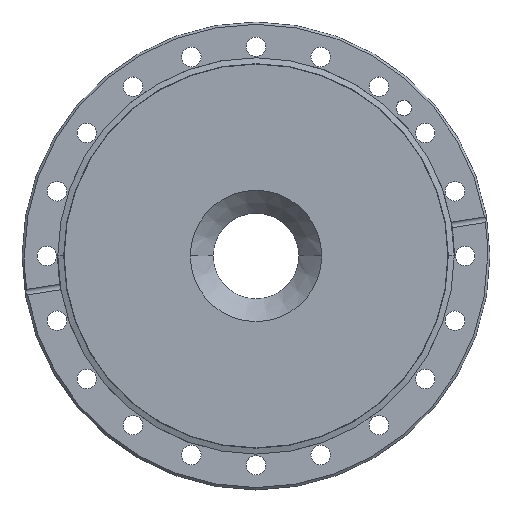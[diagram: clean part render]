
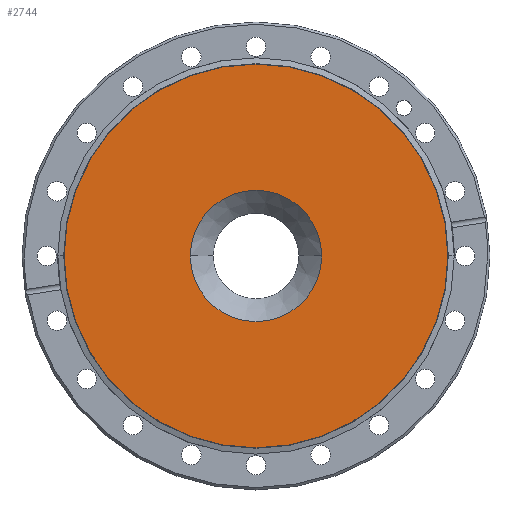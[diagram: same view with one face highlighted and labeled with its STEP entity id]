
A CAD part, top view. The second image highlights one B-rep face of the part: STEP entity #2744.
In plain terms, the highlighted planar face has unit normal (0, 0, 1).
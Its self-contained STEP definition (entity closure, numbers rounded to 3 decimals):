
#54 = CIRCLE ( 'NONE', #3362, 28.4 ) ;
#63 = DIRECTION ( 'NONE',  ( 1., 0., 0. ) ) ;
#287 = CARTESIAN_POINT ( 'NONE',  ( -82.998, 0., -1.2 ) ) ;
#641 = DIRECTION ( 'NONE',  ( 0., 0., 1. ) ) ;
#838 = VERTEX_POINT ( 'NONE', #1641 ) ;
#866 = ORIENTED_EDGE ( 'NONE', *, *, #893, .T. ) ;
#893 = EDGE_CURVE ( 'NONE', #3133, #838, #3307, .T. ) ;
#949 = PLANE ( 'NONE',  #1826 ) ;
#1068 = DIRECTION ( 'NONE',  ( 0., 0., -1. ) ) ;
#1223 = CARTESIAN_POINT ( 'NONE',  ( 28.4, 0., -1.2 ) ) ;
#1260 = CARTESIAN_POINT ( 'NONE',  ( 0., 0., -1.2 ) ) ;
#1296 = EDGE_LOOP ( 'NONE', ( #1564, #3227 ) ) ;
#1487 = FACE_BOUND ( 'NONE', #1296, .T. ) ;
#1564 = ORIENTED_EDGE ( 'NONE', *, *, #1620, .T. ) ;
#1620 = EDGE_CURVE ( 'NONE', #3179, #1991, #54, .T. ) ;
#1621 = CARTESIAN_POINT ( 'NONE',  ( 0., 0., -1.2 ) ) ;
#1641 = CARTESIAN_POINT ( 'NONE',  ( 82.998, 0., -1.2 ) ) ;
#1683 = CARTESIAN_POINT ( 'NONE',  ( 0., 0., -1.2 ) ) ;
#1716 = AXIS2_PLACEMENT_3D ( 'NONE', #1621, #3569, #1918 ) ;
#1782 = CARTESIAN_POINT ( 'NONE',  ( -28.4, 0., -1.2 ) ) ;
#1826 = AXIS2_PLACEMENT_3D ( 'NONE', #1260, #1827, #63 ) ;
#1827 = DIRECTION ( 'NONE',  ( 0., 0., 1. ) ) ;
#1905 = CIRCLE ( 'NONE', #1716, 28.4 ) ;
#1918 = DIRECTION ( 'NONE',  ( 1., 0., 0. ) ) ;
#1972 = DIRECTION ( 'NONE',  ( 1., 0., 0. ) ) ;
#1991 = VERTEX_POINT ( 'NONE', #1782 ) ;
#2177 = AXIS2_PLACEMENT_3D ( 'NONE', #2377, #641, #2654 ) ;
#2330 = FACE_OUTER_BOUND ( 'NONE', #3203, .T. ) ;
#2377 = CARTESIAN_POINT ( 'NONE',  ( 0., 0., -1.2 ) ) ;
#2385 = EDGE_CURVE ( 'NONE', #838, #3133, #3478, .T. ) ;
#2520 = EDGE_CURVE ( 'NONE', #1991, #3179, #1905, .T. ) ;
#2654 = DIRECTION ( 'NONE',  ( 1., 0., 0. ) ) ;
#2702 = AXIS2_PLACEMENT_3D ( 'NONE', #1683, #3624, #1972 ) ;
#2744 = ADVANCED_FACE ( 'NONE', ( #2330, #1487 ), #949, .T. ) ;
#2760 = CARTESIAN_POINT ( 'NONE',  ( 0., 0., -1.2 ) ) ;
#3039 = DIRECTION ( 'NONE',  ( 1., 0., 0. ) ) ;
#3133 = VERTEX_POINT ( 'NONE', #287 ) ;
#3179 = VERTEX_POINT ( 'NONE', #1223 ) ;
#3203 = EDGE_LOOP ( 'NONE', ( #3226, #866 ) ) ;
#3226 = ORIENTED_EDGE ( 'NONE', *, *, #2385, .T. ) ;
#3227 = ORIENTED_EDGE ( 'NONE', *, *, #2520, .T. ) ;
#3307 = CIRCLE ( 'NONE', #2702, 82.998 ) ;
#3362 = AXIS2_PLACEMENT_3D ( 'NONE', #2760, #1068, #3039 ) ;
#3478 = CIRCLE ( 'NONE', #2177, 82.998 ) ;
#3569 = DIRECTION ( 'NONE',  ( 0., 0., -1. ) ) ;
#3624 = DIRECTION ( 'NONE',  ( 0., 0., 1. ) ) ;
